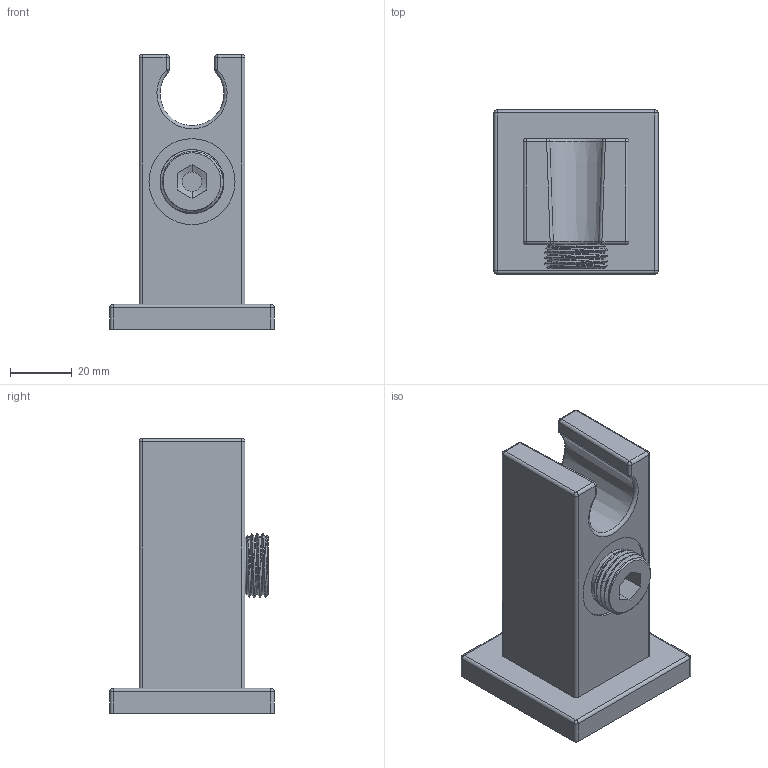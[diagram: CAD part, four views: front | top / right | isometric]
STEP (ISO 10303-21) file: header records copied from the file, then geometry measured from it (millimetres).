
FILE_DESCRIPTION((''),'2;1');
FILE_NAME('3-671','2024-11-13T09:12:45',('rsmith'),(''),'CREO PARAMETRIC BY PTC INC, 2023134','CREO PARAMETRIC BY PTC INC, 2023134','');
FILE_SCHEMA(('CONFIG_CONTROL_DESIGN'));
Length unit declared in the file: inch
Products named in the file (1): 3-671
Bounding box: 53.34 x 53.34 x 89.28 mm (x, y, z)
Volume: 105278.6 mm3; surface area: 21096.1 mm2
Topology: 1 solids, 1 shells, 98 faces, 215 edges, 126 vertices
Faces by surface type: cylinder 39, plane 26, sphere 16, bspline 8, cone 7, torus 2
Entity records: 6008 total; most frequent: CARTESIAN_POINT 3830, DIRECTION 461, ORIENTED_EDGE 430, EDGE_CURVE 215, AXIS2_PLACEMENT_3D 182, VERTEX_POINT 126, EDGE_LOOP 105, FACE_OUTER_BOUND 98
